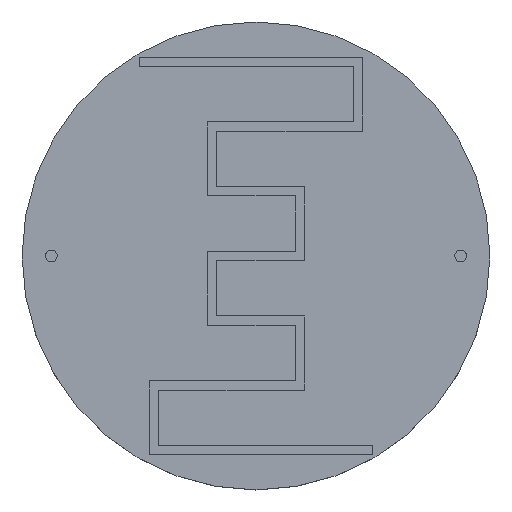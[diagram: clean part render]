
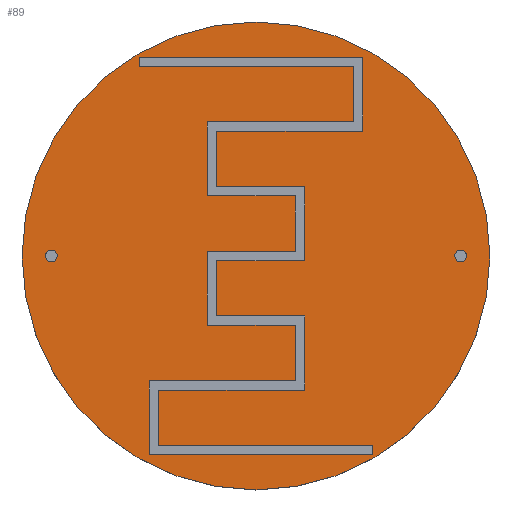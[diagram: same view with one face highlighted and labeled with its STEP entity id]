
A CAD part, top view. The second image highlights one B-rep face of the part: STEP entity #89.
In plain terms, the highlighted planar face has unit normal (0, 0, 1).
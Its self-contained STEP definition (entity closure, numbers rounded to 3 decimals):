
#13=DIRECTION('',(0.,0.,1.));
#22=VERTEX_POINT('',#23);
#23=CARTESIAN_POINT('',(8.75,10.,4.9));
#36=DIRECTION('',(1.,0.,0.));
#39=VERTEX_POINT('',#40);
#40=CARTESIAN_POINT('',(8.75,-10.,4.9));
#42=ORIENTED_EDGE('',*,*,#43,.F.);
#43=EDGE_CURVE('',#22,#39,#44,.T.);
#44=CIRCLE('',#45,10.);
#45=AXIS2_PLACEMENT_3D('',#46,#13,#36);
#46=CARTESIAN_POINT('',(8.75,0.,4.9));
#56=VECTOR('',#36,1.);
#59=VERTEX_POINT('',#60);
#60=CARTESIAN_POINT('',(8.75,10.,4.9));
#63=EDGE_CURVE('',#22,#59,#64,.T.);
#64=LINE('',#23,#56);
#80=VERTEX_POINT('',#81);
#81=CARTESIAN_POINT('',(8.75,-10.,4.9));
#83=ORIENTED_EDGE('',*,*,#84,.F.);
#84=EDGE_CURVE('',#39,#80,#85,.T.);
#85=LINE('',#86,#56);
#86=CARTESIAN_POINT('',(8.75,-10.,4.9));
#89=ADVANCED_FACE('',(#90,#98,#108),#117,.F.);
#90=FACE_BOUND('',#91,.F.);
#91=EDGE_LOOP('',(#42,#92,#93,#83));
#92=ORIENTED_EDGE('',*,*,#63,.T.);
#93=ORIENTED_EDGE('',*,*,#94,.F.);
#94=EDGE_CURVE('',#80,#59,#95,.T.);
#95=CIRCLE('',#96,10.);
#96=AXIS2_PLACEMENT_3D('',#97,#13,#36);
#97=CARTESIAN_POINT('',(8.75,0.,4.9));
#98=FACE_BOUND('',#99,.F.);
#99=EDGE_LOOP('',(#100));
#100=ORIENTED_EDGE('',*,*,#101,.F.);
#101=EDGE_CURVE('',#102,#102,#104,.T.);
#102=VERTEX_POINT('',#103);
#103=CARTESIAN_POINT('',(0.25,0.,4.9));
#104=CIRCLE('',#105,0.25);
#105=AXIS2_PLACEMENT_3D('',#106,#107,#36);
#106=CARTESIAN_POINT('',(0.,0.,4.9));
#107=DIRECTION('',(0.,0.,-1.));
#108=FACE_BOUND('',#109,.F.);
#109=EDGE_LOOP('',(#110));
#110=ORIENTED_EDGE('',*,*,#111,.F.);
#111=EDGE_CURVE('',#112,#112,#114,.T.);
#112=VERTEX_POINT('',#113);
#113=CARTESIAN_POINT('',(17.75,0.,4.9));
#114=CIRCLE('',#115,0.25);
#115=AXIS2_PLACEMENT_3D('',#116,#107,#36);
#116=CARTESIAN_POINT('',(17.5,0.,4.9));
#117=PLANE('',#118);
#118=AXIS2_PLACEMENT_3D('',#23,#107,#119);
#119=DIRECTION('',(-1.,0.,0.));
